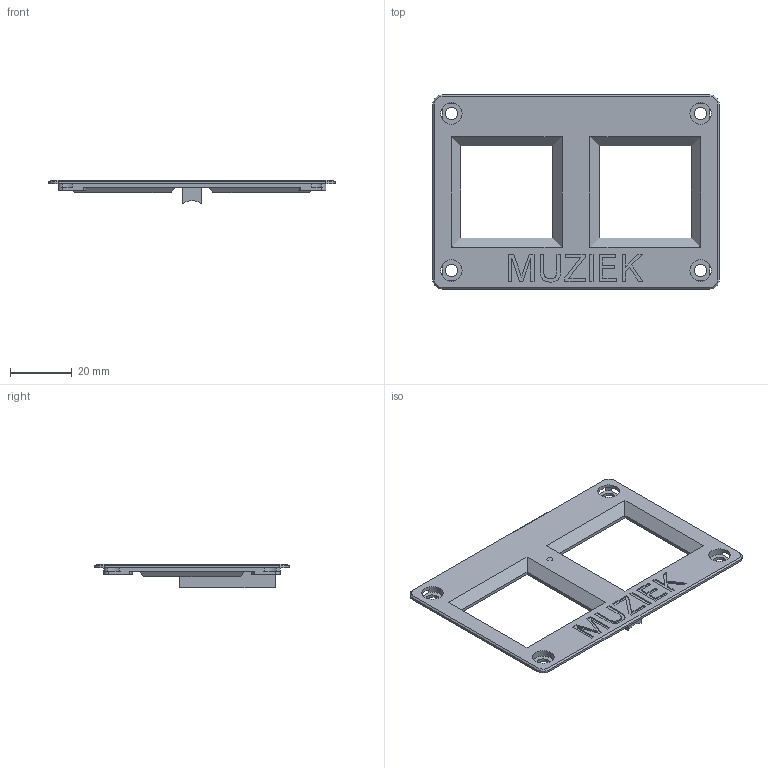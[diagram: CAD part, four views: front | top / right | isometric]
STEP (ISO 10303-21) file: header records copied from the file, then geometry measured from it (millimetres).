
FILE_DESCRIPTION(('FreeCAD Model'),'2;1');
FILE_NAME('Open CASCADE Shape Model','2023-08-15T19:24:44',(''),(''), 'Open CASCADE STEP processor 7.6','FreeCAD','Unknown');
FILE_SCHEMA(('AUTOMOTIVE_DESIGN { 1 0 10303 214 1 1 1 1 }'));
Length unit declared in the file: millimetre
Products named in the file (1): front-plate
Bounding box: 93 x 63 x 7.61 mm (x, y, z)
Volume: 8112.6 mm3; surface area: 10209.4 mm2
Topology: 1 solids, 1 shells, 166 faces, 481 edges, 316 vertices
Faces by surface type: plane 117, cylinder 21, extrusion 15, bspline 8, cone 5
Full cylindrical faces by diameter (mm): 4 x4, 7 x4
Entity records: 5506 total; most frequent: CARTESIAN_POINT 1087, ORIENTED_EDGE 962, DIRECTION 819, EDGE_CURVE 481, VECTOR 383, LINE 368, VERTEX_POINT 316, AXIS2_PLACEMENT_3D 218
